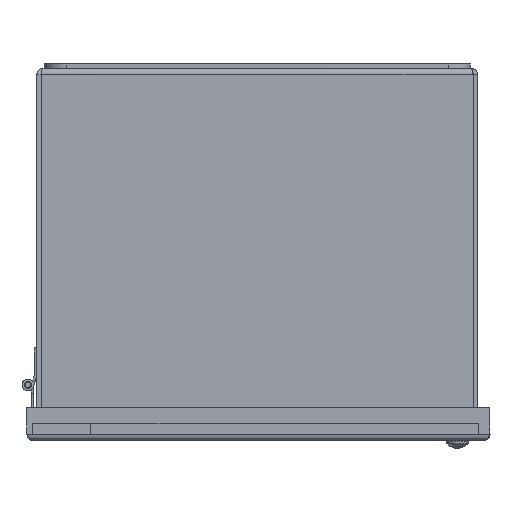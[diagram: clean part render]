
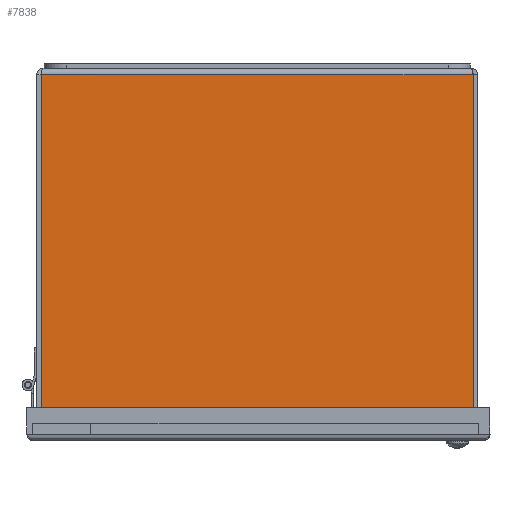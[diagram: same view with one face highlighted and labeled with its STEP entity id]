
A CAD part, front view. The second image highlights one B-rep face of the part: STEP entity #7838.
In plain terms, the highlighted planar face has unit normal (0, -1, 0).
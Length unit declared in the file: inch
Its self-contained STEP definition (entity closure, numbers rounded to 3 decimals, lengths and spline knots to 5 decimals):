
#970=FACE_OUTER_BOUND('',#1433,.T.);
#1433=EDGE_LOOP('',(#5925,#5926,#5927,#5928));
#2165=LINE('',#12276,#2879);
#2175=LINE('',#12301,#2889);
#2176=LINE('',#12303,#2890);
#2177=LINE('',#12304,#2891);
#2879=VECTOR('',#9692,7.35059);
#2889=VECTOR('',#9724,5.7895);
#2890=VECTOR('',#9725,7.35059);
#2891=VECTOR('',#9726,5.7895);
#3517=VERTEX_POINT('',#12273);
#3518=VERTEX_POINT('',#12275);
#3522=VERTEX_POINT('',#12300);
#3523=VERTEX_POINT('',#12302);
#4385=EDGE_CURVE('',#3518,#3517,#2165,.T.);
#4398=EDGE_CURVE('',#3522,#3517,#2175,.T.);
#4399=EDGE_CURVE('',#3522,#3523,#2176,.T.);
#4400=EDGE_CURVE('',#3518,#3523,#2177,.T.);
#5925=ORIENTED_EDGE('',*,*,#4385,.T.);
#5926=ORIENTED_EDGE('',*,*,#4398,.F.);
#5927=ORIENTED_EDGE('',*,*,#4399,.T.);
#5928=ORIENTED_EDGE('',*,*,#4400,.F.);
#7195=PLANE('',#8357);
#7838=ADVANCED_FACE('',(#970),#7195,.F.);
#8357=AXIS2_PLACEMENT_3D('',#12299,#9722,#9723);
#9692=DIRECTION('',(-1.,0.,0.));
#9722=DIRECTION('center_axis',(0.,1.,0.));
#9723=DIRECTION('ref_axis',(1.,0.,0.));
#9724=DIRECTION('',(0.,0.,1.));
#9725=DIRECTION('',(1.,0.,0.));
#9726=DIRECTION('',(0.,0.,-1.));
#12273=CARTESIAN_POINT('',(0.07471,0.,5.89475));
#12275=CARTESIAN_POINT('',(7.42529,0.,5.89475));
#12276=CARTESIAN_POINT('',(5.58765,0.,5.89475));
#12299=CARTESIAN_POINT('Origin',(3.75,0.,2.97134));
#12300=CARTESIAN_POINT('',(0.07471,0.,0.10525));
#12301=CARTESIAN_POINT('',(0.07471,0.,0.10525));
#12302=CARTESIAN_POINT('',(7.42529,0.,0.10525));
#12303=CARTESIAN_POINT('',(3.75,0.,0.10525));
#12304=CARTESIAN_POINT('',(7.42529,0.,0.10525));
